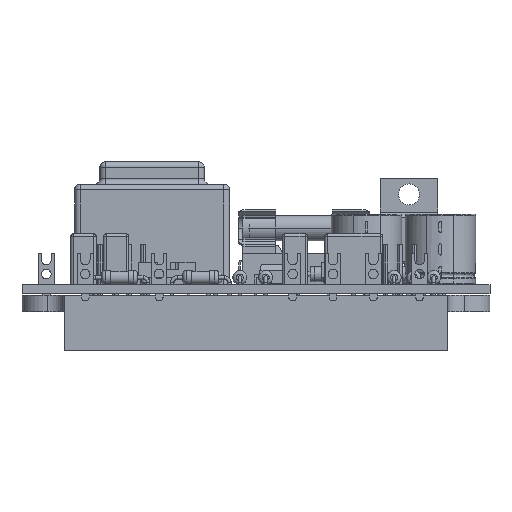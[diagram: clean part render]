
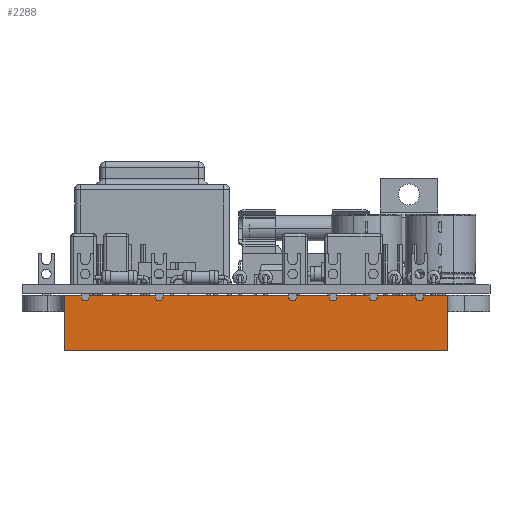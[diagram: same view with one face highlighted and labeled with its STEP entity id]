
A CAD part, front view. The second image highlights one B-rep face of the part: STEP entity #2288.
In plain terms, the highlighted face is planar.
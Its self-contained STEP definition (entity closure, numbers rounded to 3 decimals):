
#1092 = PLANE('',#1093);
#1093 = AXIS2_PLACEMENT_3D('',#1094,#1095,#1096);
#1094 = CARTESIAN_POINT('',(-6.393,-4.,0.15));
#1095 = DIRECTION('',(0.,0.,-1.));
#1096 = DIRECTION('',(0.,1.,0.));
#1837 = PLANE('',#1838);
#1838 = AXIS2_PLACEMENT_3D('',#1839,#1840,#1841);
#1839 = CARTESIAN_POINT('',(-6.393,-4.,9.95));
#1840 = DIRECTION('',(-1.,0.,0.));
#1841 = DIRECTION('',(0.,-1.,0.));
#1964 = VERTEX_POINT('',#1965);
#1965 = CARTESIAN_POINT('',(-6.393,35.,9.95));
#1979 = PLANE('',#1980);
#1980 = AXIS2_PLACEMENT_3D('',#1981,#1982,#1983);
#1981 = CARTESIAN_POINT('',(-6.393,-4.,9.95));
#1982 = DIRECTION('',(0.,0.,-1.));
#1983 = DIRECTION('',(0.,1.,0.));
#1991 = EDGE_CURVE('',#1964,#1992,#1994,.T.);
#1992 = VERTEX_POINT('',#1993);
#1993 = CARTESIAN_POINT('',(-6.393,35.,0.15));
#1994 = SURFACE_CURVE('',#1995,(#1999,#2006),.PCURVE_S1.);
#1995 = LINE('',#1996,#1997);
#1996 = CARTESIAN_POINT('',(-6.393,35.,9.95));
#1997 = VECTOR('',#1998,1.);
#1998 = DIRECTION('',(0.,0.,-1.));
#1999 = PCURVE('',#1837,#2000);
#2000 = DEFINITIONAL_REPRESENTATION('',(#2001),#2005);
#2001 = LINE('',#2002,#2003);
#2002 = CARTESIAN_POINT('',(-39.,0.));
#2003 = VECTOR('',#2004,1.);
#2004 = DIRECTION('',(0.,-1.));
#2005 = ( GEOMETRIC_REPRESENTATION_CONTEXT(2) 
PARAMETRIC_REPRESENTATION_CONTEXT() REPRESENTATION_CONTEXT('2D SPACE',''
  ) );
#2006 = PCURVE('',#2007,#2012);
#2007 = PLANE('',#2008);
#2008 = AXIS2_PLACEMENT_3D('',#2009,#2010,#2011);
#2009 = CARTESIAN_POINT('',(-6.393,35.,9.95));
#2010 = DIRECTION('',(0.,1.,0.));
#2011 = DIRECTION('',(-1.,0.,0.));
#2012 = DEFINITIONAL_REPRESENTATION('',(#2013),#2017);
#2013 = LINE('',#2014,#2015);
#2014 = CARTESIAN_POINT('',(0.,0.));
#2015 = VECTOR('',#2016,1.);
#2016 = DIRECTION('',(0.,-1.));
#2017 = ( GEOMETRIC_REPRESENTATION_CONTEXT(2) 
PARAMETRIC_REPRESENTATION_CONTEXT() REPRESENTATION_CONTEXT('2D SPACE',''
  ) );
#2083 = PLANE('',#2084);
#2084 = AXIS2_PLACEMENT_3D('',#2085,#2086,#2087);
#2085 = CARTESIAN_POINT('',(61.607,-4.,9.95));
#2086 = DIRECTION('',(-1.,0.,0.));
#2087 = DIRECTION('',(0.,-1.,0.));
#2172 = VERTEX_POINT('',#2173);
#2173 = CARTESIAN_POINT('',(61.607,35.,9.95));
#2194 = EDGE_CURVE('',#2172,#2195,#2197,.T.);
#2195 = VERTEX_POINT('',#2196);
#2196 = CARTESIAN_POINT('',(61.607,35.,0.15));
#2197 = SURFACE_CURVE('',#2198,(#2202,#2209),.PCURVE_S1.);
#2198 = LINE('',#2199,#2200);
#2199 = CARTESIAN_POINT('',(61.607,35.,9.95));
#2200 = VECTOR('',#2201,1.);
#2201 = DIRECTION('',(0.,0.,-1.));
#2202 = PCURVE('',#2083,#2203);
#2203 = DEFINITIONAL_REPRESENTATION('',(#2204),#2208);
#2204 = LINE('',#2205,#2206);
#2205 = CARTESIAN_POINT('',(-39.,0.));
#2206 = VECTOR('',#2207,1.);
#2207 = DIRECTION('',(0.,-1.));
#2208 = ( GEOMETRIC_REPRESENTATION_CONTEXT(2) 
PARAMETRIC_REPRESENTATION_CONTEXT() REPRESENTATION_CONTEXT('2D SPACE',''
  ) );
#2209 = PCURVE('',#2007,#2210);
#2210 = DEFINITIONAL_REPRESENTATION('',(#2211),#2215);
#2211 = LINE('',#2212,#2213);
#2212 = CARTESIAN_POINT('',(-68.,0.));
#2213 = VECTOR('',#2214,1.);
#2214 = DIRECTION('',(0.,-1.));
#2215 = ( GEOMETRIC_REPRESENTATION_CONTEXT(2) 
PARAMETRIC_REPRESENTATION_CONTEXT() REPRESENTATION_CONTEXT('2D SPACE',''
  ) );
#2288 = ADVANCED_FACE('',(#2289),#2007,.T.);
#2289 = FACE_BOUND('',#2290,.T.);
#2290 = EDGE_LOOP('',(#2291,#2312,#2313,#2334));
#2291 = ORIENTED_EDGE('',*,*,#2292,.F.);
#2292 = EDGE_CURVE('',#1992,#2195,#2293,.T.);
#2293 = SURFACE_CURVE('',#2294,(#2298,#2305),.PCURVE_S1.);
#2294 = LINE('',#2295,#2296);
#2295 = CARTESIAN_POINT('',(-6.393,35.,0.15));
#2296 = VECTOR('',#2297,1.);
#2297 = DIRECTION('',(1.,0.,0.));
#2298 = PCURVE('',#2007,#2299);
#2299 = DEFINITIONAL_REPRESENTATION('',(#2300),#2304);
#2300 = LINE('',#2301,#2302);
#2301 = CARTESIAN_POINT('',(0.,-9.8));
#2302 = VECTOR('',#2303,1.);
#2303 = DIRECTION('',(-1.,0.));
#2304 = ( GEOMETRIC_REPRESENTATION_CONTEXT(2) 
PARAMETRIC_REPRESENTATION_CONTEXT() REPRESENTATION_CONTEXT('2D SPACE',''
  ) );
#2305 = PCURVE('',#1092,#2306);
#2306 = DEFINITIONAL_REPRESENTATION('',(#2307),#2311);
#2307 = LINE('',#2308,#2309);
#2308 = CARTESIAN_POINT('',(39.,0.));
#2309 = VECTOR('',#2310,1.);
#2310 = DIRECTION('',(0.,1.));
#2311 = ( GEOMETRIC_REPRESENTATION_CONTEXT(2) 
PARAMETRIC_REPRESENTATION_CONTEXT() REPRESENTATION_CONTEXT('2D SPACE',''
  ) );
#2312 = ORIENTED_EDGE('',*,*,#1991,.F.);
#2313 = ORIENTED_EDGE('',*,*,#2314,.T.);
#2314 = EDGE_CURVE('',#1964,#2172,#2315,.T.);
#2315 = SURFACE_CURVE('',#2316,(#2320,#2327),.PCURVE_S1.);
#2316 = LINE('',#2317,#2318);
#2317 = CARTESIAN_POINT('',(-6.393,35.,9.95));
#2318 = VECTOR('',#2319,1.);
#2319 = DIRECTION('',(1.,0.,0.));
#2320 = PCURVE('',#2007,#2321);
#2321 = DEFINITIONAL_REPRESENTATION('',(#2322),#2326);
#2322 = LINE('',#2323,#2324);
#2323 = CARTESIAN_POINT('',(0.,0.));
#2324 = VECTOR('',#2325,1.);
#2325 = DIRECTION('',(-1.,0.));
#2326 = ( GEOMETRIC_REPRESENTATION_CONTEXT(2) 
PARAMETRIC_REPRESENTATION_CONTEXT() REPRESENTATION_CONTEXT('2D SPACE',''
  ) );
#2327 = PCURVE('',#1979,#2328);
#2328 = DEFINITIONAL_REPRESENTATION('',(#2329),#2333);
#2329 = LINE('',#2330,#2331);
#2330 = CARTESIAN_POINT('',(39.,0.));
#2331 = VECTOR('',#2332,1.);
#2332 = DIRECTION('',(0.,1.));
#2333 = ( GEOMETRIC_REPRESENTATION_CONTEXT(2) 
PARAMETRIC_REPRESENTATION_CONTEXT() REPRESENTATION_CONTEXT('2D SPACE',''
  ) );
#2334 = ORIENTED_EDGE('',*,*,#2194,.T.);
